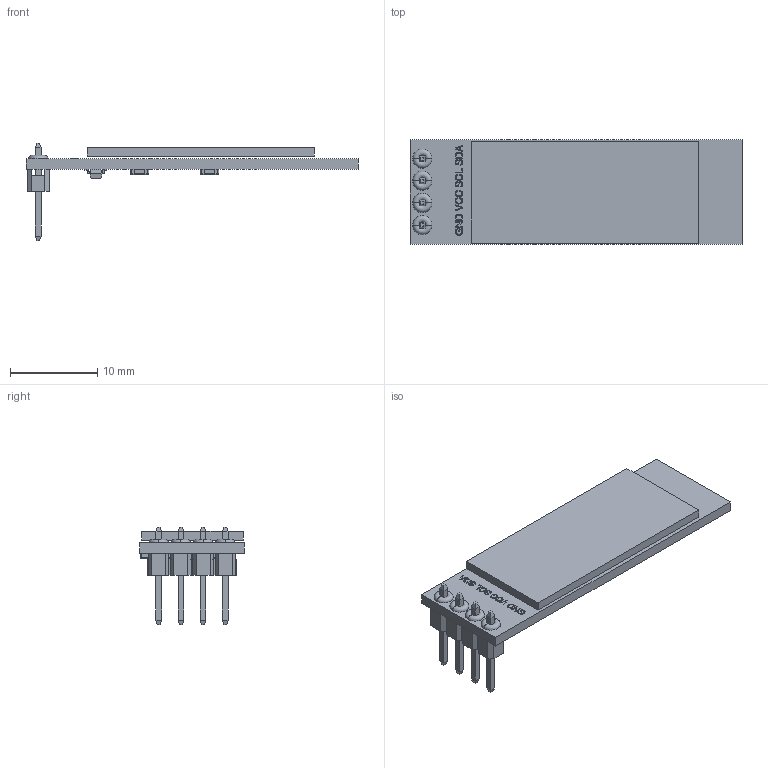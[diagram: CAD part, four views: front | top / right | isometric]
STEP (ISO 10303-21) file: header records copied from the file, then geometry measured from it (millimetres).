
FILE_DESCRIPTION (( 'STEP AP214' ), '1' );
FILE_NAME ('OLED 128x32 Display.STEP', '2021-06-04T16:48:42', ( '' ), ( '' ), 'SwSTEP 2.0', 'SolidWorks 2020', '' );
FILE_SCHEMA (( 'AUTOMOTIVE_DESIGN' ));
Length unit declared in the file: millimetre
Products named in the file (19): Copy of SOLID005^OLED 128x32 Display; Copy of Array^OLED 128x32 Display; Copy of W_rfel^OLED 128x32 Display; Copy of SOLID009^OLED 128x32 Display; Copy of PZ_TransistorSMD^OLED 128x32 Display; Copy of SOLID010^OLED 128x32 Display; Copy of ShapeString^OLED 128x32 Display; Copy of SOLID007^OLED 128x32 Display; Copy of SOLID006^OLED 128x32 Display; Copy of SOLID012^OLED 128x32 Display; Copy of W_rfel001^OLED 128x32 Display; Copy of SOLID004^OLED 128x32 Display; OLED 128x32 Display; Copy of Fusion^OLED 128x32 Display; Copy of SOLID001^OLED 128x32 Display; Copy of SOLID011^OLED 128x32 Display; Copy of SOLID002^OLED 128x32 Display; Copy of SOLID008^OLED 128x32 Display; Copy of SOLID003^OLED 128x32 Display
Assembly tree (18 placements, depth 2):
  OLED 128x32 Display
    Copy of Fusion^OLED 128x32 Display
    Copy of SOLID005^OLED 128x32 Display
    Copy of SOLID007^OLED 128x32 Display
    Copy of SOLID006^OLED 128x32 Display
    Copy of SOLID003^OLED 128x32 Display
    Copy of SOLID004^OLED 128x32 Display
    Copy of SOLID008^OLED 128x32 Display
    Copy of SOLID009^OLED 128x32 Display
    Copy of SOLID011^OLED 128x32 Display
    Copy of SOLID012^OLED 128x32 Display
    Copy of SOLID010^OLED 128x32 Display
    Copy of ShapeString^OLED 128x32 Display
    Copy of Array^OLED 128x32 Display
    Copy of SOLID001^OLED 128x32 Display
    Copy of SOLID002^OLED 128x32 Display
    Copy of W_rfel^OLED 128x32 Display
    Copy of W_rfel001^OLED 128x32 Display
    Copy of PZ_TransistorSMD^OLED 128x32 Display
Bounding box: 38 x 12 x 11.2 mm (x, y, z)
Volume: 948.9 mm3; surface area: 2111 mm2
Topology: 20 solids, 32 shells, 735 faces, 1979 edges, 1200 vertices
Faces by surface type: plane 339, cylinder 252, sphere 96, bspline 32, torus 16
Entity records: 24318 total; most frequent: CARTESIAN_POINT 5324, DIRECTION 3641, ORIENTED_EDGE 3570, EDGE_CURVE 1883, AXIS2_PLACEMENT_3D 1357, VERTEX_POINT 1200, VECTOR 927, LINE 927
